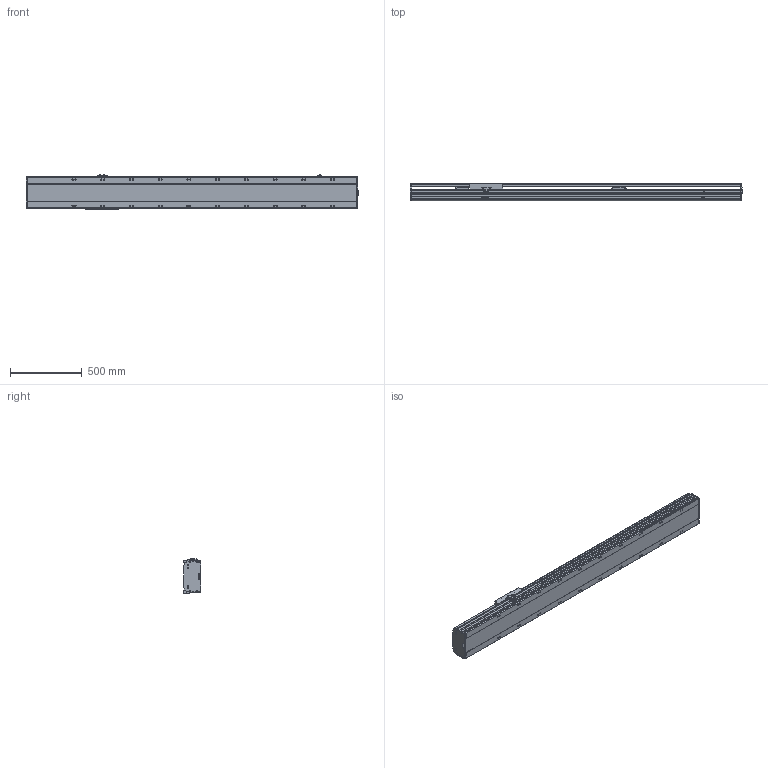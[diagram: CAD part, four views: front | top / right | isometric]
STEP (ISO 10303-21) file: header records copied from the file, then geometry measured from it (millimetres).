
FILE_DESCRIPTION (( 'STEP AP214' ), '1' );
FILE_NAME ('WEX220BC-25XLD-1500XXXX.STEP', '2025-02-28T16:54:26', ( '' ), ( '' ), 'SwSTEP 2.0', 'SolidWorks 2022', '' );
FILE_SCHEMA (( 'AUTOMOTIVE_DESIGN' ));
Length unit declared in the file: millimetre
Products named in the file (13): WEX220M-1500-9; WEX220M-1500-3; WEX220M-1500-8; WEX220M-1500CARRIAGE; WEX220M-1500-6; WEX220M-1500TOPPLATE; WEX220M-1500-4; WEX220BC-25XLD-1500XXXX; WEX220M-1500-2; WEX220M-1500-5; WEX220M-1500-1; FANG STICKER; WEX220M-1500-7
Assembly tree (12 placements, depth 2):
  WEX220M-1500-3
  WEX220BC-25XLD-1500XXXX
    WEX220M-1500-1
    WEX220M-1500TOPPLATE
    WEX220M-1500-2
    WEX220M-1500CARRIAGE
    WEX220M-1500-4
    WEX220M-1500-6  x3
    WEX220M-1500-7
    WEX220M-1500-8
    WEX220M-1500-9
    FANG STICKER
  WEX220M-1500-5
Bounding box: 2310.8 x 122 x 238.76 mm (x, y, z)
Volume: 27998388.2 mm3; surface area: 3384459.6 mm2
Topology: 12 solids, 12 shells, 1450 faces, 3749 edges, 2372 vertices
Faces by surface type: plane 897, cylinder 375, cone 120, torus 58
Entity records: 37211 total; most frequent: CARTESIAN_POINT 6626, DIRECTION 6197, ORIENTED_EDGE 6042, EDGE_CURVE 3021, LINE 2239, VECTOR 2239, AXIS2_PLACEMENT_3D 1979, VERTEX_POINT 1968
